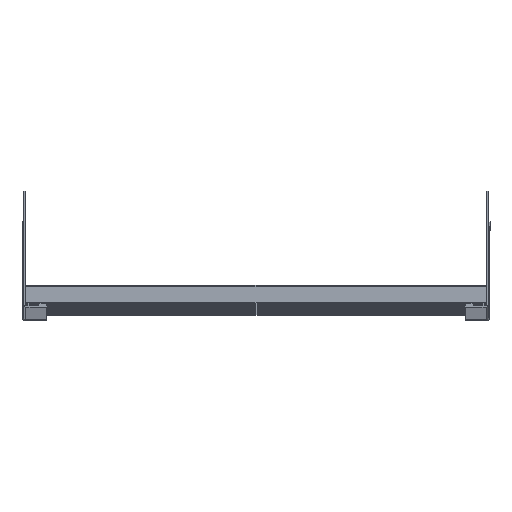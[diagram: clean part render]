
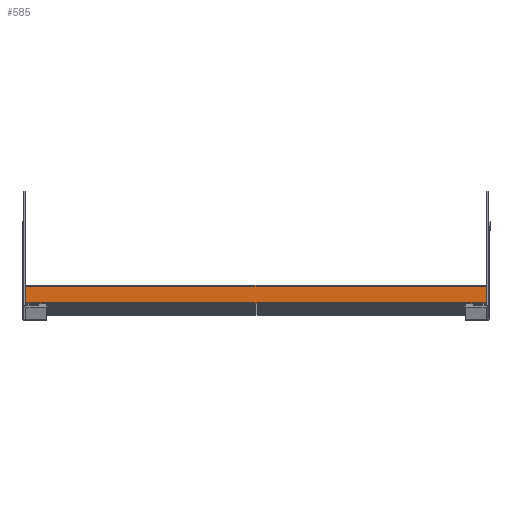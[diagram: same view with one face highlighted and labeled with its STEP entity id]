
A CAD part, top view. The second image highlights one B-rep face of the part: STEP entity #585.
In plain terms, the highlighted planar face has unit normal (0, 0, 1).
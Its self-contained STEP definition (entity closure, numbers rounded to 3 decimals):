
#585 = ADVANCED_FACE ( 'NONE', ( #14854 ), #1663, .T. ) ;
#1304 = AXIS2_PLACEMENT_3D ( 'NONE', #1649, #1666, #1668 ) ;
#1649 = CARTESIAN_POINT ( 'NONE',  ( 0.7, -18.709, 2877.21 ) ) ;
#1663 = PLANE ( 'NONE',  #1304 ) ;
#1666 = DIRECTION ( 'NONE',  ( 0., 0., 1. ) ) ;
#1668 = DIRECTION ( 'NONE',  ( 0., -1., 0. ) ) ;
#4729 = ORIENTED_EDGE ( 'NONE', *, *, #8606, .F. ) ;
#4730 = ORIENTED_EDGE ( 'NONE', *, *, #8625, .F. ) ;
#4731 = ORIENTED_EDGE ( 'NONE', *, *, #8590, .T. ) ;
#4732 = ORIENTED_EDGE ( 'NONE', *, *, #8622, .F. ) ;
#4733 = ORIENTED_EDGE ( 'NONE', *, *, #8601, .T. ) ;
#4734 = ORIENTED_EDGE ( 'NONE', *, *, #8613, .F. ) ;
#4735 = ORIENTED_EDGE ( 'NONE', *, *, #8586, .T. ) ;
#4736 = ORIENTED_EDGE ( 'NONE', *, *, #8592, .T. ) ;
#7399 = EDGE_LOOP ( 'NONE', ( #4729, #4730, #4731, #4732, #4733, #4734, #4735, #4736 ) ) ;
#7485 = VERTEX_POINT ( 'NONE', #10949 ) ;
#7547 = VERTEX_POINT ( 'NONE', #11017 ) ;
#8027 = VERTEX_POINT ( 'NONE', #17988 ) ;
#8043 = VERTEX_POINT ( 'NONE', #17998 ) ;
#8044 = VERTEX_POINT ( 'NONE', #18002 ) ;
#8047 = VERTEX_POINT ( 'NONE', #18004 ) ;
#8049 = VERTEX_POINT ( 'NONE', #18001 ) ;
#8054 = VERTEX_POINT ( 'NONE', #18005 ) ;
#8586 = EDGE_CURVE ( 'NONE', #8049, #7485, #17077, .T. ) ;
#8590 = EDGE_CURVE ( 'NONE', #8027, #8044, #17089, .T. ) ;
#8592 = EDGE_CURVE ( 'NONE', #7485, #7547, #17095, .T. ) ;
#8601 = EDGE_CURVE ( 'NONE', #8043, #8054, #17113, .T. ) ;
#8606 = EDGE_CURVE ( 'NONE', #8047, #7547, #17123, .T. ) ;
#8613 = EDGE_CURVE ( 'NONE', #8049, #8054, #17135, .T. ) ;
#8622 = EDGE_CURVE ( 'NONE', #8043, #8044, #17147, .T. ) ;
#8625 = EDGE_CURVE ( 'NONE', #8027, #8047, #17161, .T. ) ;
#10949 = CARTESIAN_POINT ( 'NONE',  ( 0.7, -2.709, 2877.21 ) ) ;
#11017 = CARTESIAN_POINT ( 'NONE',  ( -396.3, -2.709, 2877.21 ) ) ;
#14854 = FACE_OUTER_BOUND ( 'NONE', #7399, .T. ) ;
#17077 = LINE ( 'NONE', #18285, #17086 ) ;
#17086 = VECTOR ( 'NONE', #18295, 1000. ) ;
#17089 = LINE ( 'NONE', #18296, #17094 ) ;
#17094 = VECTOR ( 'NONE', #18303, 1000. ) ;
#17095 = LINE ( 'NONE', #18306, #17098 ) ;
#17098 = VECTOR ( 'NONE', #18307, 1000. ) ;
#17113 = LINE ( 'NONE', #18324, #17116 ) ;
#17116 = VECTOR ( 'NONE', #18325, 1000. ) ;
#17123 = LINE ( 'NONE', #18334, #17126 ) ;
#17126 = VECTOR ( 'NONE', #18335, 1000. ) ;
#17135 = LINE ( 'NONE', #18339, #17140 ) ;
#17140 = VECTOR ( 'NONE', #18349, 1000. ) ;
#17147 = LINE ( 'NONE', #18348, #17158 ) ;
#17158 = VECTOR ( 'NONE', #18367, 1000. ) ;
#17161 = LINE ( 'NONE', #18372, #17164 ) ;
#17164 = VECTOR ( 'NONE', #18374, 1000. ) ;
#17988 = CARTESIAN_POINT ( 'NONE',  ( -385.1, -18.709, 2877.21 ) ) ;
#17998 = CARTESIAN_POINT ( 'NONE',  ( -17.3, -18.709, 2877.21 ) ) ;
#18001 = CARTESIAN_POINT ( 'NONE',  ( 0.7, -18.709, 2877.21 ) ) ;
#18002 = CARTESIAN_POINT ( 'NONE',  ( -378.3, -18.709, 2877.21 ) ) ;
#18004 = CARTESIAN_POINT ( 'NONE',  ( -396.3, -18.709, 2877.21 ) ) ;
#18005 = CARTESIAN_POINT ( 'NONE',  ( -10.5, -18.709, 2877.21 ) ) ;
#18285 = CARTESIAN_POINT ( 'NONE',  ( 0.7, -18.709, 2877.21 ) ) ;
#18295 = DIRECTION ( 'NONE',  ( 0., 1., 0. ) ) ;
#18296 = CARTESIAN_POINT ( 'NONE',  ( 0.7, -18.709, 2877.21 ) ) ;
#18303 = DIRECTION ( 'NONE',  ( 1., 0., 0. ) ) ;
#18306 = CARTESIAN_POINT ( 'NONE',  ( 0.7, -2.709, 2877.21 ) ) ;
#18307 = DIRECTION ( 'NONE',  ( -1., 0., 0. ) ) ;
#18324 = CARTESIAN_POINT ( 'NONE',  ( 0.7, -18.709, 2877.21 ) ) ;
#18325 = DIRECTION ( 'NONE',  ( 1., 0., 0. ) ) ;
#18334 = CARTESIAN_POINT ( 'NONE',  ( -396.3, -18.709, 2877.21 ) ) ;
#18335 = DIRECTION ( 'NONE',  ( 0., 1., 0. ) ) ;
#18339 = CARTESIAN_POINT ( 'NONE',  ( 0.7, -18.709, 2877.21 ) ) ;
#18348 = CARTESIAN_POINT ( 'NONE',  ( 0.7, -18.709, 2877.21 ) ) ;
#18349 = DIRECTION ( 'NONE',  ( -1., 0., 0. ) ) ;
#18367 = DIRECTION ( 'NONE',  ( -1., 0., 0. ) ) ;
#18372 = CARTESIAN_POINT ( 'NONE',  ( 0.7, -18.709, 2877.21 ) ) ;
#18374 = DIRECTION ( 'NONE',  ( -1., 0., 0. ) ) ;
